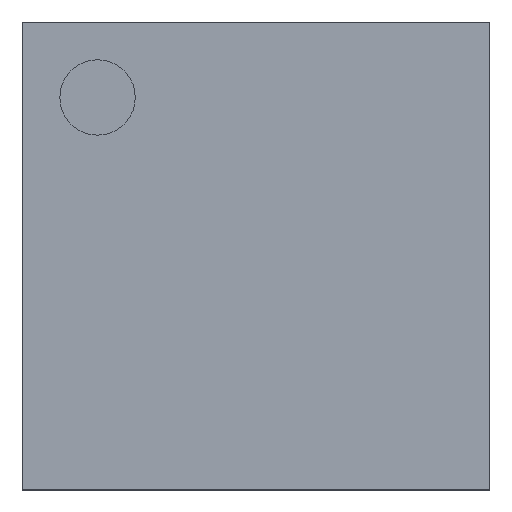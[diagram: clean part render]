
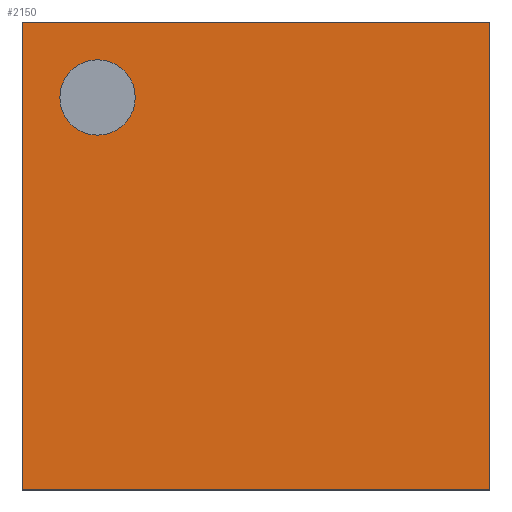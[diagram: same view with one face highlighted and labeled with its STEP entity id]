
A CAD part, top view. The second image highlights one B-rep face of the part: STEP entity #2150.
In plain terms, the highlighted planar face has unit normal (0, 0, 1).
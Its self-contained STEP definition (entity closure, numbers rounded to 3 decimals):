
#1136=CARTESIAN_POINT('',(-1.05,1.3,0.8));
#1137=VERTEX_POINT('',#1136);
#1146=CARTESIAN_POINT('',(-1.05,0.8,0.8));
#1147=VERTEX_POINT('',#1146);
#1148=CARTESIAN_POINT('',(-1.05,1.05,0.8));
#1149=DIRECTION('',(0.0,0.0,-1.0));
#1150=DIRECTION('',(0.0,1.0,0.0));
#1151=AXIS2_PLACEMENT_3D('',#1148,#1149,#1150);
#1152=CIRCLE('',#1151,0.25);
#1153=EDGE_CURVE('',#1147,#1137,#1152,.T.);
#1187=CARTESIAN_POINT('',(-1.05,1.05,0.8));
#1188=DIRECTION('',(0.0,0.0,-1.0));
#1189=DIRECTION('',(0.0,1.0,0.0));
#1190=AXIS2_PLACEMENT_3D('',#1187,#1188,#1189);
#1191=CIRCLE('',#1190,0.25);
#1192=EDGE_CURVE('',#1137,#1147,#1191,.T.);
#1937=CARTESIAN_POINT('',(1.55,1.55,0.8));
#1938=VERTEX_POINT('',#1937);
#1945=CARTESIAN_POINT('',(1.55,-1.55,0.8));
#1946=VERTEX_POINT('',#1945);
#1947=CARTESIAN_POINT('',(1.55,1.55,0.8));
#1948=DIRECTION('',(0.0,-1.0,0.0));
#1949=VECTOR('',#1948,3.1);
#1950=LINE('',#1947,#1949);
#1951=EDGE_CURVE('',#1938,#1946,#1950,.T.);
#2004=CARTESIAN_POINT('',(-1.55,-1.55,0.8));
#2005=VERTEX_POINT('',#2004);
#2012=CARTESIAN_POINT('',(-1.55,1.55,0.8));
#2013=VERTEX_POINT('',#2012);
#2014=CARTESIAN_POINT('',(-1.55,-1.55,0.8));
#2015=DIRECTION('',(0.0,1.0,0.0));
#2016=VECTOR('',#2015,3.1);
#2017=LINE('',#2014,#2016);
#2018=EDGE_CURVE('',#2005,#2013,#2017,.T.);
#2060=CARTESIAN_POINT('',(-1.55,1.55,0.8));
#2061=DIRECTION('',(1.0,0.0,0.0));
#2062=VECTOR('',#2061,3.1);
#2063=LINE('',#2060,#2062);
#2064=EDGE_CURVE('',#2013,#1938,#2063,.T.);
#2082=CARTESIAN_POINT('',(1.55,-1.55,0.8));
#2083=DIRECTION('',(-1.0,0.0,0.0));
#2084=VECTOR('',#2083,3.1);
#2085=LINE('',#2082,#2084);
#2086=EDGE_CURVE('',#1946,#2005,#2085,.T.);
#2135=CARTESIAN_POINT('',(0.,0.,0.8));
#2136=DIRECTION('',(0.0,0.0,1.0));
#2137=DIRECTION('',(0.0,1.0,0.0));
#2138=AXIS2_PLACEMENT_3D('',#2135,#2136,#2137);
#2139=PLANE('',#2138);
#2140=ORIENTED_EDGE('',*,*,#2018,.F.);
#2141=ORIENTED_EDGE('',*,*,#2086,.F.);
#2142=ORIENTED_EDGE('',*,*,#1951,.F.);
#2143=ORIENTED_EDGE('',*,*,#2064,.F.);
#2144=EDGE_LOOP('',(#2140,#2141,#2142,#2143));
#2145=FACE_OUTER_BOUND('',#2144,.T.);
#2146=ORIENTED_EDGE('',*,*,#1192,.T.);
#2147=ORIENTED_EDGE('',*,*,#1153,.T.);
#2148=EDGE_LOOP('',(#2146,#2147));
#2149=FACE_BOUND('',#2148,.T.);
#2150=ADVANCED_FACE('',(#2145,#2149),#2139,.T.);
